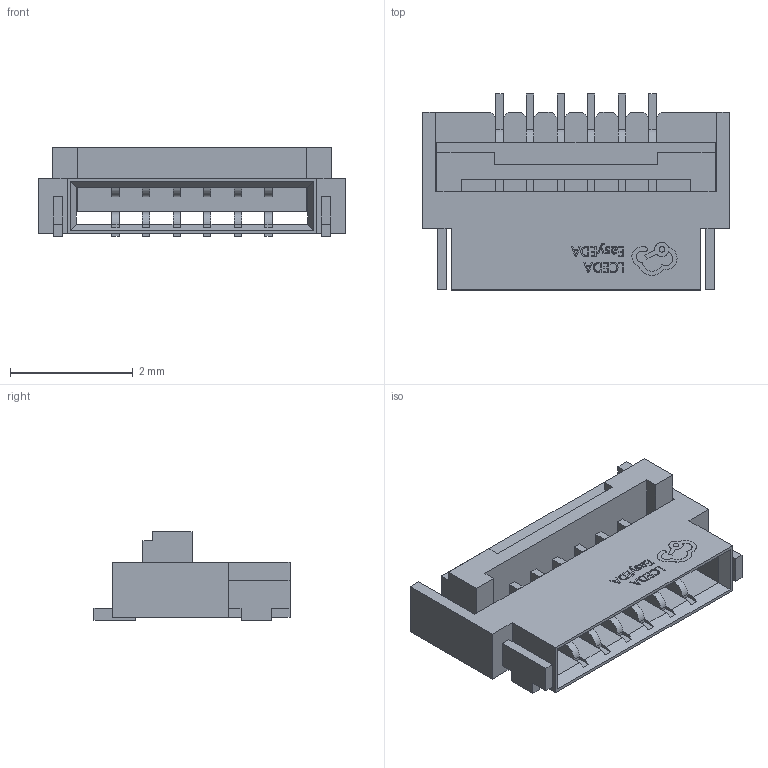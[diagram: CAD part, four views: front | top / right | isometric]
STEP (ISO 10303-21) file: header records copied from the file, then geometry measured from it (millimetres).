
FILE_DESCRIPTION (( 'STEP AP214' ), '1' );
FILE_NAME ('FFC-SMD_P0.50-WS-6P.step', '2022-08-08T02:39:27', ( '' ), ( '' ), 'SwSTEP 2.0', 'SolidWorks 2020', '' );
FILE_SCHEMA (( 'AUTOMOTIVE_DESIGN' ));
Length unit declared in the file: millimetre
Products named in the file (1): FFC-SMD_P0.50-WS-6P
Bounding box: 5 x 3.2 x 1.45 mm (x, y, z)
Volume: 7.2 mm3; surface area: 93.6 mm2
Topology: 47 solids, 47 shells, 597 faces, 1487 edges, 990 vertices
Faces by surface type: plane 467, bspline 118, cylinder 12
Entity records: 25157 total; most frequent: CARTESIAN_POINT 5257, ORIENTED_EDGE 2974, DIRECTION 2231, EDGE_CURVE 1487, VECTOR 1223, LINE 1223, VERTEX_POINT 990, EDGE_LOOP 617
